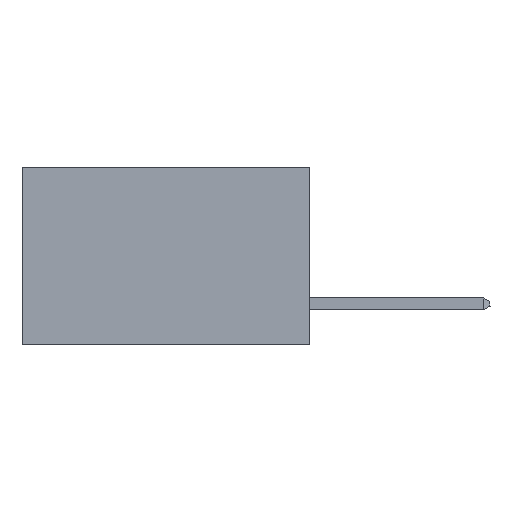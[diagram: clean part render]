
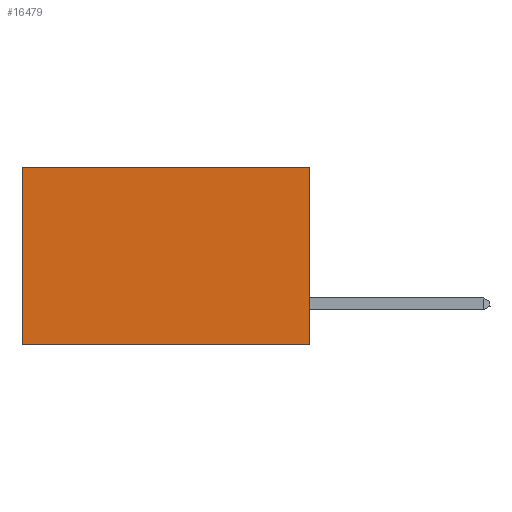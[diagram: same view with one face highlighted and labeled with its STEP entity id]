
A CAD part, left-side view. The second image highlights one B-rep face of the part: STEP entity #16479.
In plain terms, the highlighted planar face has unit normal (-1, 0, 0).
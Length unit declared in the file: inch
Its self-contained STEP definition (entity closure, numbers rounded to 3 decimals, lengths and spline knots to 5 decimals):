
#700 = EDGE_CURVE ( 'NONE', #2144, #7224, #12342, .T. ) ;
#1059 = EDGE_CURVE ( 'NONE', #14039, #5854, #18175, .T. ) ;
#1179 = VECTOR ( 'NONE', #4205, 39.37008 ) ;
#2144 = VERTEX_POINT ( 'NONE', #16980 ) ;
#2445 = DIRECTION ( 'NONE',  ( 0., 1., 0. ) ) ;
#2641 = CARTESIAN_POINT ( 'NONE',  ( 0.2875, 0., 0. ) ) ;
#3021 = CARTESIAN_POINT ( 'NONE',  ( 0.2875, 0., 0. ) ) ;
#3062 = VECTOR ( 'NONE', #2445, 39.37008 ) ;
#3771 = EDGE_CURVE ( 'NONE', #7224, #5854, #11628, .T. ) ;
#4205 = DIRECTION ( 'NONE',  ( 0., 0., -1. ) ) ;
#4588 = DIRECTION ( 'NONE',  ( 0., 0., -1. ) ) ;
#4816 = AXIS2_PLACEMENT_3D ( 'NONE', #3021, #13675, #4588 ) ;
#5854 = VERTEX_POINT ( 'NONE', #8176 ) ;
#6421 = FACE_OUTER_BOUND ( 'NONE', #10717, .T. ) ;
#7224 = VERTEX_POINT ( 'NONE', #15187 ) ;
#7310 = EDGE_CURVE ( 'NONE', #2144, #14039, #12941, .T. ) ;
#7987 = CARTESIAN_POINT ( 'NONE',  ( 0.2875, 0.6, 0. ) ) ;
#8133 = DIRECTION ( 'NONE',  ( 0., 0., -1. ) ) ;
#8176 = CARTESIAN_POINT ( 'NONE',  ( 0.2875, 0.6, -0.37 ) ) ;
#9503 = CARTESIAN_POINT ( 'NONE',  ( 0.2875, 0., 0. ) ) ;
#10228 = CARTESIAN_POINT ( 'NONE',  ( 0.2875, 0.6, 0. ) ) ;
#10717 = EDGE_LOOP ( 'NONE', ( #17583, #18860, #14123, #18387 ) ) ;
#11628 = LINE ( 'NONE', #18918, #3062 ) ;
#12109 = PLANE ( 'NONE',  #4816 ) ;
#12342 = LINE ( 'NONE', #2641, #1179 ) ;
#12677 = VECTOR ( 'NONE', #18399, 39.37008 ) ;
#12941 = LINE ( 'NONE', #9503, #12677 ) ;
#13675 = DIRECTION ( 'NONE',  ( 1., 0., 0. ) ) ;
#13700 = VECTOR ( 'NONE', #8133, 39.37008 ) ;
#14039 = VERTEX_POINT ( 'NONE', #10228 ) ;
#14123 = ORIENTED_EDGE ( 'NONE', *, *, #700, .F. ) ;
#15187 = CARTESIAN_POINT ( 'NONE',  ( 0.2875, 0., -0.37 ) ) ;
#16479 = ADVANCED_FACE ( 'NONE', ( #6421 ), #12109, .F. ) ;
#16980 = CARTESIAN_POINT ( 'NONE',  ( 0.2875, 0., 0. ) ) ;
#17583 = ORIENTED_EDGE ( 'NONE', *, *, #1059, .T. ) ;
#18175 = LINE ( 'NONE', #7987, #13700 ) ;
#18387 = ORIENTED_EDGE ( 'NONE', *, *, #7310, .T. ) ;
#18399 = DIRECTION ( 'NONE',  ( 0., 1., 0. ) ) ;
#18860 = ORIENTED_EDGE ( 'NONE', *, *, #3771, .F. ) ;
#18918 = CARTESIAN_POINT ( 'NONE',  ( 0.2875, 0., -0.37 ) ) ;
